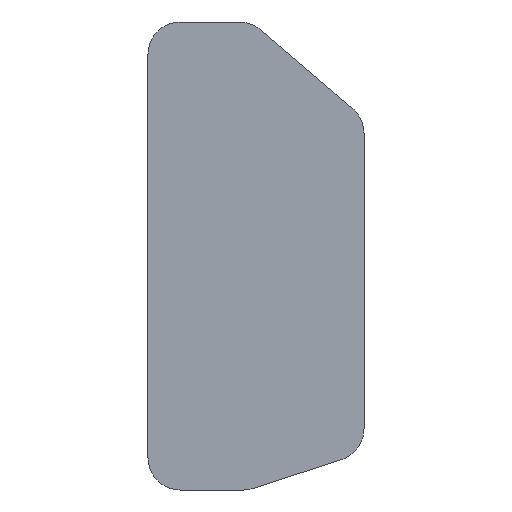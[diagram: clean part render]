
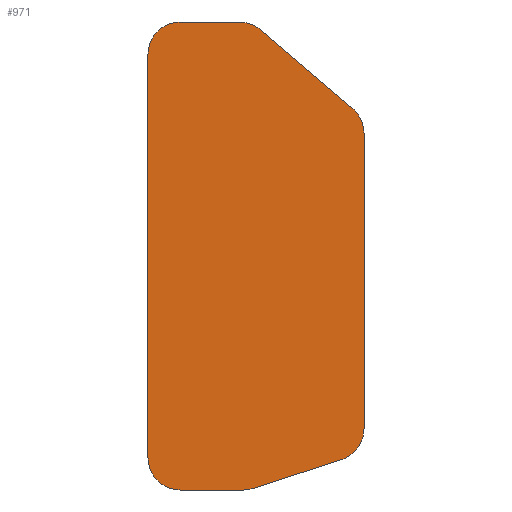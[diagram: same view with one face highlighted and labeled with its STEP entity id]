
A CAD part, left-side view. The second image highlights one B-rep face of the part: STEP entity #971.
In plain terms, the highlighted planar face has unit normal (-1, 0, 0).
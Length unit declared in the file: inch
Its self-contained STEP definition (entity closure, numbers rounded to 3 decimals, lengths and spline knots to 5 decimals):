
#30 = EDGE_CURVE ( 'NONE', #677, #1048, #260, .T. ) ;
#34 = DIRECTION ( 'NONE',  ( 0., 0., 1. ) ) ;
#73 = CARTESIAN_POINT ( 'NONE',  ( -19.75, 43.74409, -46.96752 ) ) ;
#78 = CARTESIAN_POINT ( 'NONE',  ( -19.75, 43.74409, -44.46752 ) ) ;
#80 = CIRCLE ( 'NONE', #901, 2.5 ) ;
#110 = ORIENTED_EDGE ( 'NONE', *, *, #292, .F. ) ;
#120 = ORIENTED_EDGE ( 'NONE', *, *, #1531, .F. ) ;
#136 = CARTESIAN_POINT ( 'NONE',  ( -19.75, 43.74409, -13.12786 ) ) ;
#153 = EDGE_CURVE ( 'NONE', #965, #521, #543, .T. ) ;
#158 = CIRCLE ( 'NONE', #366, 2.5 ) ;
#162 = DIRECTION ( 'NONE',  ( 0., 0., -1. ) ) ;
#169 = AXIS2_PLACEMENT_3D ( 'NONE', #1410, #1285, #785 ) ;
#205 = ORIENTED_EDGE ( 'NONE', *, *, #788, .F. ) ;
#224 = ORIENTED_EDGE ( 'NONE', *, *, #1118, .F. ) ;
#227 = DIRECTION ( 'NONE',  ( 0., 0., 1. ) ) ;
#236 = CARTESIAN_POINT ( 'NONE',  ( -19.75, 46.24409, -44.46752 ) ) ;
#239 = CIRCLE ( 'NONE', #1374, 2.5 ) ;
#257 = ORIENTED_EDGE ( 'NONE', *, *, #1023, .F. ) ;
#260 = LINE ( 'NONE', #1600, #1308 ) ;
#292 = EDGE_CURVE ( 'NONE', #1319, #1512, #670, .T. ) ;
#293 = CARTESIAN_POINT ( 'NONE',  ( -19.75, 29.46954, -42.22542 ) ) ;
#294 = VECTOR ( 'NONE', #924, 39.37008 ) ;
#300 = AXIS2_PLACEMENT_3D ( 'NONE', #435, #1056, #928 ) ;
#309 = CIRCLE ( 'NONE', #723, 2.5 ) ;
#317 = PLANE ( 'NONE',  #169 ) ;
#337 = DIRECTION ( 'NONE',  ( 0., 0.951, -0.31 ) ) ;
#341 = CARTESIAN_POINT ( 'NONE',  ( -19.75, 43.74409, -46.96752 ) ) ;
#352 = DIRECTION ( 'NONE',  ( 0., 0., 1. ) ) ;
#354 = CARTESIAN_POINT ( 'NONE',  ( -19.75, 29.46954, -42.22542 ) ) ;
#357 = EDGE_LOOP ( 'NONE', ( #1598, #110, #205, #224, #1520, #120, #681, #1116, #257, #760, #1208, #815 ) ) ;
#366 = AXIS2_PLACEMENT_3D ( 'NONE', #136, #1153, #162 ) ;
#410 = LINE ( 'NONE', #1025, #1245 ) ;
#412 = FACE_OUTER_BOUND ( 'NONE', #357, .T. ) ;
#419 = EDGE_CURVE ( 'NONE', #1512, #677, #80, .T. ) ;
#435 = CARTESIAN_POINT ( 'NONE',  ( -19.75, 31.96954, -19.25894 ) ) ;
#476 = CARTESIAN_POINT ( 'NONE',  ( -19.75, 31.96954, -42.22542 ) ) ;
#506 = CARTESIAN_POINT ( 'NONE',  ( -19.75, 46.24409, -13.12786 ) ) ;
#507 = CARTESIAN_POINT ( 'NONE',  ( -19.75, 39.15195, -10.62786 ) ) ;
#521 = VERTEX_POINT ( 'NONE', #507 ) ;
#525 = CIRCLE ( 'NONE', #1142, 2.5 ) ;
#536 = CARTESIAN_POINT ( 'NONE',  ( -19.75, 29.46954, -19.25894 ) ) ;
#541 = LINE ( 'NONE', #918, #781 ) ;
#543 = LINE ( 'NONE', #1034, #612 ) ;
#612 = VECTOR ( 'NONE', #1530, 39.37008 ) ;
#670 = LINE ( 'NONE', #341, #1230 ) ;
#677 = VERTEX_POINT ( 'NONE', #236 ) ;
#681 = ORIENTED_EDGE ( 'NONE', *, *, #909, .F. ) ;
#691 = CARTESIAN_POINT ( 'NONE',  ( -19.75, 39.15195, -13.12786 ) ) ;
#723 = AXIS2_PLACEMENT_3D ( 'NONE', #691, #802, #34 ) ;
#754 = VERTEX_POINT ( 'NONE', #1550 ) ;
#760 = ORIENTED_EDGE ( 'NONE', *, *, #153, .F. ) ;
#781 = VECTOR ( 'NONE', #337, 39.37008 ) ;
#785 = DIRECTION ( 'NONE',  ( 0., 0., 1. ) ) ;
#788 = EDGE_CURVE ( 'NONE', #1331, #1319, #525, .T. ) ;
#798 = CIRCLE ( 'NONE', #300, 2.5 ) ;
#802 = DIRECTION ( 'NONE',  ( 1., 0., 0. ) ) ;
#810 = CARTESIAN_POINT ( 'NONE',  ( -19.75, 43.74409, -10.62786 ) ) ;
#815 = ORIENTED_EDGE ( 'NONE', *, *, #30, .F. ) ;
#845 = DIRECTION ( 'NONE',  ( 0., 0., 1. ) ) ;
#890 = EDGE_CURVE ( 'NONE', #1048, #965, #158, .T. ) ;
#901 = AXIS2_PLACEMENT_3D ( 'NONE', #78, #1471, #845 ) ;
#909 = EDGE_CURVE ( 'NONE', #1251, #1605, #798, .T. ) ;
#918 = CARTESIAN_POINT ( 'NONE',  ( -19.75, 38.07029, -46.84434 ) ) ;
#924 = DIRECTION ( 'NONE',  ( 0., 0., -1. ) ) ;
#928 = DIRECTION ( 'NONE',  ( 0., 0., 1. ) ) ;
#933 = CARTESIAN_POINT ( 'NONE',  ( -19.75, 37.52883, -11.22642 ) ) ;
#946 = VERTEX_POINT ( 'NONE', #933 ) ;
#962 = CARTESIAN_POINT ( 'NONE',  ( -19.75, 38.84534, -46.96752 ) ) ;
#965 = VERTEX_POINT ( 'NONE', #810 ) ;
#971 = ADVANCED_FACE ( 'NONE', ( #412 ), #317, .F. ) ;
#1023 = EDGE_CURVE ( 'NONE', #521, #946, #309, .T. ) ;
#1025 = CARTESIAN_POINT ( 'NONE',  ( -19.75, 30.34642, -17.3575 ) ) ;
#1034 = CARTESIAN_POINT ( 'NONE',  ( -19.75, 39.15195, -10.62786 ) ) ;
#1048 = VERTEX_POINT ( 'NONE', #506 ) ;
#1053 = CARTESIAN_POINT ( 'NONE',  ( -19.75, 38.84534, -44.46752 ) ) ;
#1056 = DIRECTION ( 'NONE',  ( 1., 0., 0. ) ) ;
#1073 = DIRECTION ( 'NONE',  ( 0., -0.761, -0.649 ) ) ;
#1116 = ORIENTED_EDGE ( 'NONE', *, *, #1202, .F. ) ;
#1118 = EDGE_CURVE ( 'NONE', #754, #1331, #541, .T. ) ;
#1142 = AXIS2_PLACEMENT_3D ( 'NONE', #1053, #1430, #1542 ) ;
#1153 = DIRECTION ( 'NONE',  ( 1., 0., 0. ) ) ;
#1202 = EDGE_CURVE ( 'NONE', #946, #1251, #410, .T. ) ;
#1208 = ORIENTED_EDGE ( 'NONE', *, *, #890, .F. ) ;
#1230 = VECTOR ( 'NONE', #1580, 39.37008 ) ;
#1245 = VECTOR ( 'NONE', #1073, 39.37008 ) ;
#1251 = VERTEX_POINT ( 'NONE', #1281 ) ;
#1281 = CARTESIAN_POINT ( 'NONE',  ( -19.75, 30.34642, -17.3575 ) ) ;
#1285 = DIRECTION ( 'NONE',  ( 1., 0., 0. ) ) ;
#1308 = VECTOR ( 'NONE', #352, 39.37008 ) ;
#1312 = VERTEX_POINT ( 'NONE', #354 ) ;
#1319 = VERTEX_POINT ( 'NONE', #962 ) ;
#1324 = EDGE_CURVE ( 'NONE', #1312, #754, #239, .T. ) ;
#1331 = VERTEX_POINT ( 'NONE', #1461 ) ;
#1345 = DIRECTION ( 'NONE',  ( 1., 0., 0. ) ) ;
#1374 = AXIS2_PLACEMENT_3D ( 'NONE', #476, #1345, #227 ) ;
#1410 = CARTESIAN_POINT ( 'NONE',  ( -19.75, 43.74409, -44.46752 ) ) ;
#1413 = LINE ( 'NONE', #293, #294 ) ;
#1430 = DIRECTION ( 'NONE',  ( 1., 0., 0. ) ) ;
#1461 = CARTESIAN_POINT ( 'NONE',  ( -19.75, 38.07029, -46.84434 ) ) ;
#1471 = DIRECTION ( 'NONE',  ( 1., 0., 0. ) ) ;
#1512 = VERTEX_POINT ( 'NONE', #73 ) ;
#1520 = ORIENTED_EDGE ( 'NONE', *, *, #1324, .F. ) ;
#1530 = DIRECTION ( 'NONE',  ( 0., -1., 0. ) ) ;
#1531 = EDGE_CURVE ( 'NONE', #1605, #1312, #1413, .T. ) ;
#1542 = DIRECTION ( 'NONE',  ( 0., 0., 1. ) ) ;
#1550 = CARTESIAN_POINT ( 'NONE',  ( -19.75, 31.19449, -44.60224 ) ) ;
#1580 = DIRECTION ( 'NONE',  ( 0., 1., 0. ) ) ;
#1598 = ORIENTED_EDGE ( 'NONE', *, *, #419, .F. ) ;
#1600 = CARTESIAN_POINT ( 'NONE',  ( -19.75, 46.24409, -13.12786 ) ) ;
#1605 = VERTEX_POINT ( 'NONE', #536 ) ;
